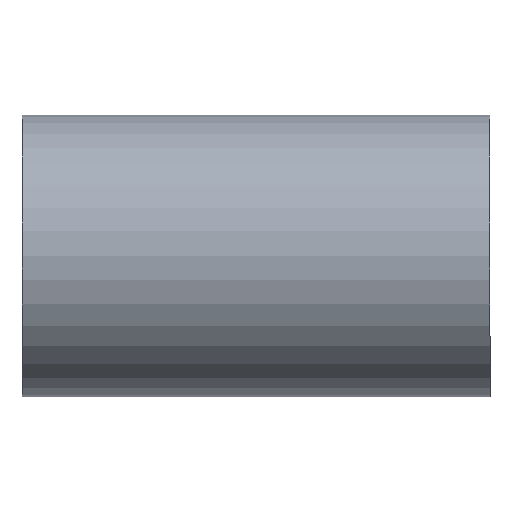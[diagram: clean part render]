
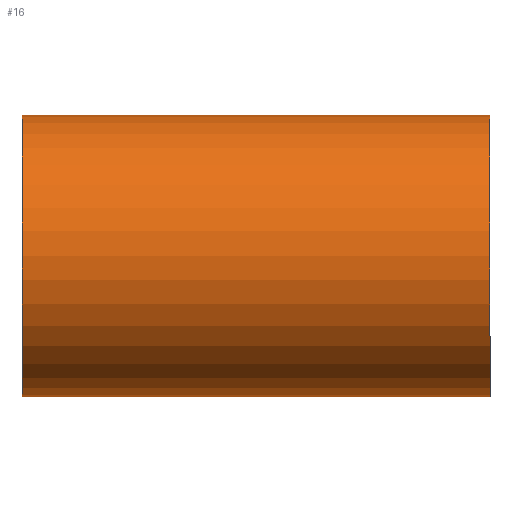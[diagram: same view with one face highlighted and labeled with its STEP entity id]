
A CAD part, top view. The second image highlights one B-rep face of the part: STEP entity #16.
In plain terms, the highlighted cylindrical face has radius 20.637 mm (diameter 41.275 mm), a partial arc.
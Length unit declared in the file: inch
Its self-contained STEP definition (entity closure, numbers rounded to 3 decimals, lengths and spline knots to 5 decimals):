
#1 = VECTOR ( 'NONE', #202, 39.37008 ) ;
#10 = CARTESIAN_POINT ( 'NONE',  ( 0., -0.8125, 0. ) ) ;
#16 = ADVANCED_FACE ( 'NONE', ( #336 ), #70, .T. ) ;
#26 = CARTESIAN_POINT ( 'NONE',  ( 0., 0.8125, 0. ) ) ;
#50 = ORIENTED_EDGE ( 'NONE', *, *, #377, .T. ) ;
#70 = CYLINDRICAL_SURFACE ( 'NONE', #101, 0.8125 ) ;
#77 = CARTESIAN_POINT ( 'NONE',  ( 0., 0., 0. ) ) ;
#80 = DIRECTION ( 'NONE',  ( 1., 0., 0. ) ) ;
#101 = AXIS2_PLACEMENT_3D ( 'NONE', #537, #626, #164 ) ;
#113 = EDGE_CURVE ( 'NONE', #130, #203, #468, .T. ) ;
#122 = ORIENTED_EDGE ( 'NONE', *, *, #170, .F. ) ;
#130 = VERTEX_POINT ( 'NONE', #455 ) ;
#141 = DIRECTION ( 'NONE',  ( 0., 1., 0. ) ) ;
#164 = DIRECTION ( 'NONE',  ( 0., 1., 0. ) ) ;
#169 = VERTEX_POINT ( 'NONE', #397 ) ;
#170 = EDGE_CURVE ( 'NONE', #169, #130, #600, .T. ) ;
#202 = DIRECTION ( 'NONE',  ( 1., 0., 0. ) ) ;
#203 = VERTEX_POINT ( 'NONE', #615 ) ;
#273 = DIRECTION ( 'NONE',  ( 1., 0., 0. ) ) ;
#278 = AXIS2_PLACEMENT_3D ( 'NONE', #77, #80, #141 ) ;
#284 = DIRECTION ( 'NONE',  ( 1., 0., 0. ) ) ;
#310 = ORIENTED_EDGE ( 'NONE', *, *, #113, .F. ) ;
#322 = CIRCLE ( 'NONE', #657, 0.8125 ) ;
#325 = EDGE_CURVE ( 'NONE', #169, #640, #322, .T. ) ;
#336 = FACE_OUTER_BOUND ( 'NONE', #535, .T. ) ;
#377 = EDGE_CURVE ( 'NONE', #640, #203, #379, .T. ) ;
#379 = LINE ( 'NONE', #10, #541 ) ;
#397 = CARTESIAN_POINT ( 'NONE',  ( -2.69685, 0.8125, 0. ) ) ;
#455 = CARTESIAN_POINT ( 'NONE',  ( 0., 0.8125, 0. ) ) ;
#457 = CARTESIAN_POINT ( 'NONE',  ( -2.69685, -0.8125, 0. ) ) ;
#468 = CIRCLE ( 'NONE', #278, 0.8125 ) ;
#535 = EDGE_LOOP ( 'NONE', ( #583, #50, #310, #122 ) ) ;
#537 = CARTESIAN_POINT ( 'NONE',  ( 0., 0., 0. ) ) ;
#541 = VECTOR ( 'NONE', #273, 39.37008 ) ;
#574 = CARTESIAN_POINT ( 'NONE',  ( -2.69685, 0., 0. ) ) ;
#583 = ORIENTED_EDGE ( 'NONE', *, *, #325, .T. ) ;
#600 = LINE ( 'NONE', #26, #1 ) ;
#615 = CARTESIAN_POINT ( 'NONE',  ( 0., -0.8125, 0. ) ) ;
#626 = DIRECTION ( 'NONE',  ( 1., 0., 0. ) ) ;
#635 = DIRECTION ( 'NONE',  ( 0., 1., 0. ) ) ;
#640 = VERTEX_POINT ( 'NONE', #457 ) ;
#657 = AXIS2_PLACEMENT_3D ( 'NONE', #574, #284, #635 ) ;
